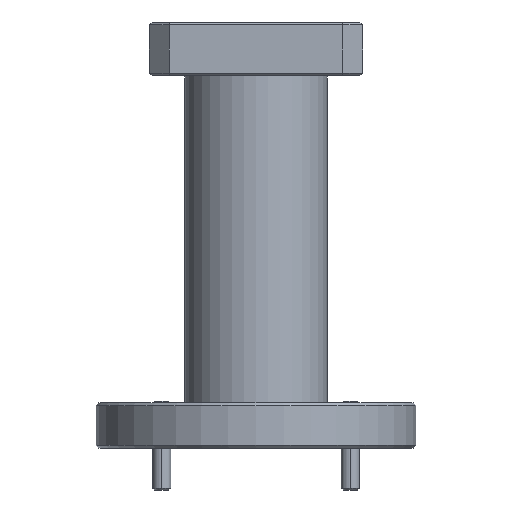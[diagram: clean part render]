
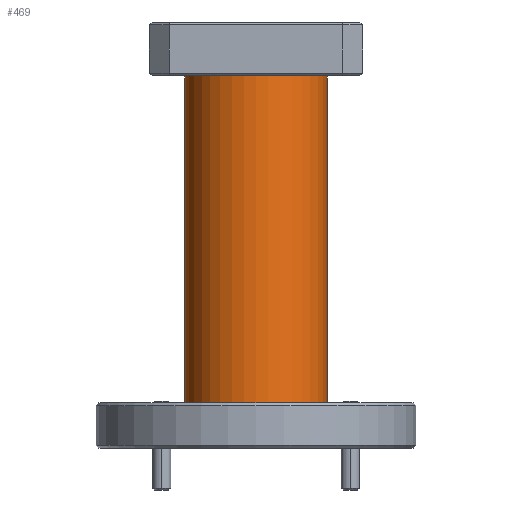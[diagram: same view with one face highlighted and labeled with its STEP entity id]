
A CAD part, front view. The second image highlights one B-rep face of the part: STEP entity #469.
In plain terms, the highlighted cylindrical face has radius 6.35 mm (diameter 12.7 mm), a partial arc.
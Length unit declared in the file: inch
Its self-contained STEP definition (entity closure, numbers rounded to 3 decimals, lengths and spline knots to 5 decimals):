
#17 = FACE_OUTER_BOUND ( 'NONE', #2149, .T. ) ;
#41 = AXIS2_PLACEMENT_3D ( 'NONE', #4910, #1142, #1580 ) ;
#48 = CARTESIAN_POINT ( 'NONE',  ( 0.25, 0., -1.15 ) ) ;
#131 = CARTESIAN_POINT ( 'NONE',  ( 0.25, 0., -1.15 ) ) ;
#206 = CIRCLE ( 'NONE', #41, 0.25 ) ;
#240 = DIRECTION ( 'NONE',  ( 0., 0., 1. ) ) ;
#469 = ADVANCED_FACE ( 'NONE', ( #17 ), #1787, .T. ) ;
#564 = VECTOR ( 'NONE', #240, 39.37008 ) ;
#673 = CIRCLE ( 'NONE', #3863, 0.25 ) ;
#766 = DIRECTION ( 'NONE',  ( 1., 0., 0. ) ) ;
#1142 = DIRECTION ( 'NONE',  ( 0., 0., -1. ) ) ;
#1579 = CARTESIAN_POINT ( 'NONE',  ( 0., 0., -1.15 ) ) ;
#1580 = DIRECTION ( 'NONE',  ( -1., 0., 0. ) ) ;
#1702 = VECTOR ( 'NONE', #3767, 39.37008 ) ;
#1787 = CYLINDRICAL_SURFACE ( 'NONE', #1910, 0.25 ) ;
#1910 = AXIS2_PLACEMENT_3D ( 'NONE', #1579, #4831, #766 ) ;
#2149 = EDGE_LOOP ( 'NONE', ( #2918, #2461, #3548, #4131 ) ) ;
#2258 = CARTESIAN_POINT ( 'NONE',  ( 0.25, 0., 0. ) ) ;
#2268 = CARTESIAN_POINT ( 'NONE',  ( -0.25, 0., 0. ) ) ;
#2317 = VERTEX_POINT ( 'NONE', #2268 ) ;
#2461 = ORIENTED_EDGE ( 'NONE', *, *, #5357, .F. ) ;
#2770 = LINE ( 'NONE', #3135, #564 ) ;
#2918 = ORIENTED_EDGE ( 'NONE', *, *, #5046, .F. ) ;
#3135 = CARTESIAN_POINT ( 'NONE',  ( -0.25, 0., -1.15 ) ) ;
#3429 = DIRECTION ( 'NONE',  ( 0., 0., -1. ) ) ;
#3548 = ORIENTED_EDGE ( 'NONE', *, *, #4981, .T. ) ;
#3767 = DIRECTION ( 'NONE',  ( 0., 0., 1. ) ) ;
#3852 = LINE ( 'NONE', #131, #1702 ) ;
#3863 = AXIS2_PLACEMENT_3D ( 'NONE', #3905, #3429, #4261 ) ;
#3905 = CARTESIAN_POINT ( 'NONE',  ( 0., 0., 0. ) ) ;
#4131 = ORIENTED_EDGE ( 'NONE', *, *, #4183, .T. ) ;
#4183 = EDGE_CURVE ( 'NONE', #4452, #2317, #673, .T. ) ;
#4211 = CARTESIAN_POINT ( 'NONE',  ( -0.25, 0., -1.15 ) ) ;
#4261 = DIRECTION ( 'NONE',  ( 1., 0., 0. ) ) ;
#4452 = VERTEX_POINT ( 'NONE', #2258 ) ;
#4831 = DIRECTION ( 'NONE',  ( 0., 0., 1. ) ) ;
#4882 = VERTEX_POINT ( 'NONE', #4211 ) ;
#4910 = CARTESIAN_POINT ( 'NONE',  ( 0., 0., -1.15 ) ) ;
#4981 = EDGE_CURVE ( 'NONE', #4992, #4452, #3852, .T. ) ;
#4992 = VERTEX_POINT ( 'NONE', #48 ) ;
#5046 = EDGE_CURVE ( 'NONE', #4882, #2317, #2770, .T. ) ;
#5357 = EDGE_CURVE ( 'NONE', #4992, #4882, #206, .T. ) ;
